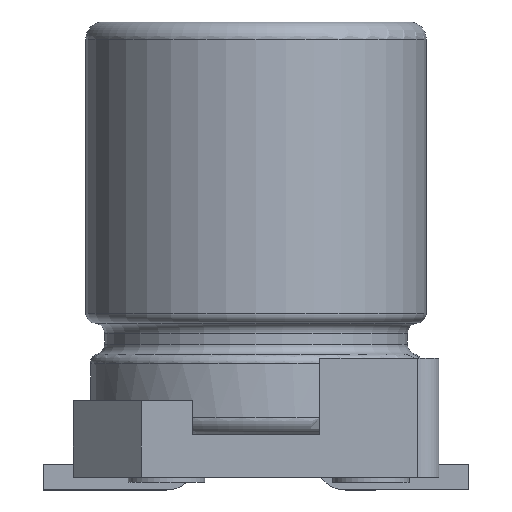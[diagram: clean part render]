
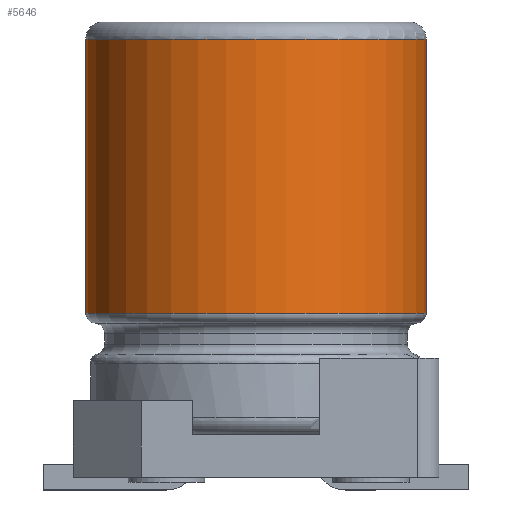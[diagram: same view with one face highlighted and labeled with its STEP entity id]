
A CAD part, front view. The second image highlights one B-rep face of the part: STEP entity #5646.
In plain terms, the highlighted cylindrical face has radius 2 mm (diameter 4 mm), a full revolution.
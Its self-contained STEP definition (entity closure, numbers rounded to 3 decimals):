
#1911=ORIENTED_EDGE('',*,*,#2683,.T.);
#1912=ORIENTED_EDGE('',*,*,#2681,.T.);
#2681=EDGE_CURVE('',#3131,#3131,#3301,.T.);
#2683=EDGE_CURVE('',#3132,#3132,#3303,.T.);
#3131=VERTEX_POINT('',#8639);
#3132=VERTEX_POINT('',#8644);
#3301=CIRCLE('',#5987,2.);
#3303=CIRCLE('',#5991,2.);
#3509=EDGE_LOOP('',(#1911));
#3510=EDGE_LOOP('',(#1912));
#3784=FACE_BOUND('',#3509,.T.);
#3785=FACE_BOUND('',#3510,.T.);
#3902=CYLINDRICAL_SURFACE('',#5995,2.);
#5646=ADVANCED_FACE('',(#3784,#3785),#3902,.T.);
#5987=AXIS2_PLACEMENT_3D('',#8638,#6913,#6914);
#5991=AXIS2_PLACEMENT_3D('',#8643,#6921,#6922);
#5995=AXIS2_PLACEMENT_3D('',#8663,#6929,#6930);
#6913=DIRECTION('',(0.,0.,-1.));
#6914=DIRECTION('',(0.,1.,0.));
#6921=DIRECTION('',(0.,0.,1.));
#6922=DIRECTION('',(0.,-1.,0.));
#6929=DIRECTION('',(0.,0.,-1.));
#6930=DIRECTION('',(0.,-1.,0.));
#8638=CARTESIAN_POINT('',(0.,0.,5.15));
#8639=CARTESIAN_POINT('',(0.,2.,5.15));
#8643=CARTESIAN_POINT('',(0.,0.,1.93));
#8644=CARTESIAN_POINT('',(0.,-2.,1.93));
#8663=CARTESIAN_POINT('',(0.,0.,10.4));
